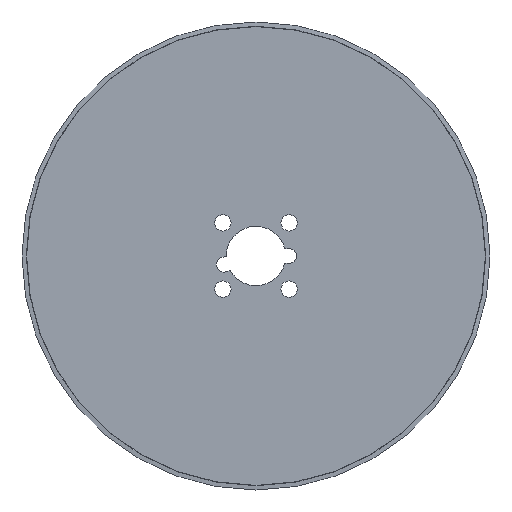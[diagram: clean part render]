
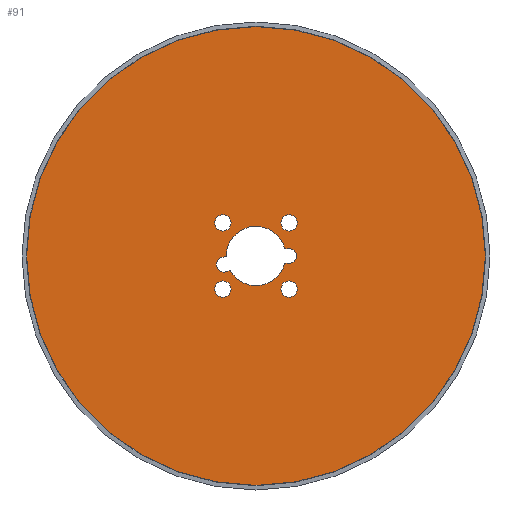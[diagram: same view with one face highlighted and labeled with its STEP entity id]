
A CAD part, top view. The second image highlights one B-rep face of the part: STEP entity #91.
In plain terms, the highlighted planar face has unit normal (0, 0, 1).
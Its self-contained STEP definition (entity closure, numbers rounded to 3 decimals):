
#52=PLANE('',#419);
#61=LINE('',#600,#77);
#62=LINE('',#605,#78);
#63=LINE('',#609,#79);
#64=LINE('',#613,#80);
#77=VECTOR('',#488,1.);
#78=VECTOR('',#491,1.);
#79=VECTOR('',#494,1.);
#80=VECTOR('',#497,1.);
#91=ADVANCED_FACE('',(#129,#130,#131,#132,#133,#134),#52,.F.);
#129=FACE_BOUND('',#163,.T.);
#130=FACE_BOUND('',#164,.T.);
#131=FACE_BOUND('',#165,.T.);
#132=FACE_BOUND('',#166,.T.);
#133=FACE_BOUND('',#167,.T.);
#134=FACE_BOUND('',#168,.T.);
#163=EDGE_LOOP('',(#212));
#164=EDGE_LOOP('',(#213));
#165=EDGE_LOOP('',(#214));
#166=EDGE_LOOP('',(#215));
#167=EDGE_LOOP('',(#216));
#168=EDGE_LOOP('',(#217,#218,#219,#220,#221,#222,#223,#224));
#212=ORIENTED_EDGE('',*,*,#310,.F.);
#213=ORIENTED_EDGE('',*,*,#323,.T.);
#214=ORIENTED_EDGE('',*,*,#324,.T.);
#215=ORIENTED_EDGE('',*,*,#325,.T.);
#216=ORIENTED_EDGE('',*,*,#326,.T.);
#217=ORIENTED_EDGE('',*,*,#327,.F.);
#218=ORIENTED_EDGE('',*,*,#328,.T.);
#219=ORIENTED_EDGE('',*,*,#329,.F.);
#220=ORIENTED_EDGE('',*,*,#330,.T.);
#221=ORIENTED_EDGE('',*,*,#331,.T.);
#222=ORIENTED_EDGE('',*,*,#332,.T.);
#223=ORIENTED_EDGE('',*,*,#333,.F.);
#224=ORIENTED_EDGE('',*,*,#334,.T.);
#278=VERTEX_POINT('',#565);
#291=VERTEX_POINT('',#593);
#292=VERTEX_POINT('',#595);
#293=VERTEX_POINT('',#597);
#294=VERTEX_POINT('',#599);
#295=VERTEX_POINT('',#601);
#296=VERTEX_POINT('',#602);
#297=VERTEX_POINT('',#604);
#298=VERTEX_POINT('',#606);
#299=VERTEX_POINT('',#608);
#300=VERTEX_POINT('',#610);
#301=VERTEX_POINT('',#612);
#302=VERTEX_POINT('',#614);
#310=EDGE_CURVE('',#278,#278,#350,.T.);
#323=EDGE_CURVE('',#291,#291,#359,.T.);
#324=EDGE_CURVE('',#292,#292,#360,.T.);
#325=EDGE_CURVE('',#293,#293,#361,.T.);
#326=EDGE_CURVE('',#294,#294,#362,.T.);
#327=EDGE_CURVE('',#295,#296,#61,.T.);
#328=EDGE_CURVE('',#295,#297,#363,.T.);
#329=EDGE_CURVE('',#298,#297,#62,.T.);
#330=EDGE_CURVE('',#298,#299,#364,.T.);
#331=EDGE_CURVE('',#299,#300,#63,.T.);
#332=EDGE_CURVE('',#300,#301,#365,.T.);
#333=EDGE_CURVE('',#302,#301,#64,.T.);
#334=EDGE_CURVE('',#302,#296,#366,.T.);
#350=CIRCLE('',#400,156.9);
#359=CIRCLE('',#411,5.5);
#360=CIRCLE('',#412,5.5);
#361=CIRCLE('',#413,5.5);
#362=CIRCLE('',#414,5.5);
#363=CIRCLE('',#415,5.);
#364=CIRCLE('',#416,20.004);
#365=CIRCLE('',#417,5.);
#366=CIRCLE('',#418,20.004);
#400=AXIS2_PLACEMENT_3D('',#564,#454,#455);
#411=AXIS2_PLACEMENT_3D('',#592,#480,#481);
#412=AXIS2_PLACEMENT_3D('',#594,#482,#483);
#413=AXIS2_PLACEMENT_3D('',#596,#484,#485);
#414=AXIS2_PLACEMENT_3D('',#598,#486,#487);
#415=AXIS2_PLACEMENT_3D('',#603,#489,#490);
#416=AXIS2_PLACEMENT_3D('',#607,#492,#493);
#417=AXIS2_PLACEMENT_3D('',#611,#495,#496);
#418=AXIS2_PLACEMENT_3D('',#615,#498,#499);
#419=AXIS2_PLACEMENT_3D('',#616,#500,#501);
#454=DIRECTION('',(0.,0.,-1.));
#455=DIRECTION('',(-1.,0.,0.));
#480=DIRECTION('',(0.,0.,-1.));
#481=DIRECTION('',(0.,-1.,0.));
#482=DIRECTION('',(0.,0.,-1.));
#483=DIRECTION('',(0.,-1.,0.));
#484=DIRECTION('',(0.,0.,-1.));
#485=DIRECTION('',(0.,-1.,0.));
#486=DIRECTION('',(0.,0.,-1.));
#487=DIRECTION('',(0.,-1.,0.));
#488=DIRECTION('',(-1.,0.,0.));
#489=DIRECTION('',(0.,0.,-1.));
#490=DIRECTION('',(0.,-1.,0.));
#491=DIRECTION('',(1.,0.,0.));
#492=DIRECTION('',(0.,0.,-1.));
#493=DIRECTION('',(0.,-1.,0.));
#494=DIRECTION('',(-0.966,-0.259,0.));
#495=DIRECTION('',(0.,0.,-1.));
#496=DIRECTION('',(0.,-1.,0.));
#497=DIRECTION('',(-0.966,-0.259,0.));
#498=DIRECTION('',(0.,0.,-1.));
#499=DIRECTION('',(0.,-1.,0.));
#500=DIRECTION('',(0.,0.,-1.));
#501=DIRECTION('',(0.,-1.,0.));
#564=CARTESIAN_POINT('',(0.,0.,0.));
#565=CARTESIAN_POINT('',(-156.9,0.,0.));
#592=CARTESIAN_POINT('',(22.274,22.274,0.));
#593=CARTESIAN_POINT('',(22.274,16.774,0.));
#594=CARTESIAN_POINT('',(-22.274,22.274,0.));
#595=CARTESIAN_POINT('',(-22.274,16.774,0.));
#596=CARTESIAN_POINT('',(-22.274,-22.274,0.));
#597=CARTESIAN_POINT('',(-22.274,-27.774,0.));
#598=CARTESIAN_POINT('',(22.274,-22.274,0.));
#599=CARTESIAN_POINT('',(22.274,-27.774,0.));
#600=CARTESIAN_POINT('',(0.,5.,0.));
#601=CARTESIAN_POINT('',(22.396,5.,0.));
#602=CARTESIAN_POINT('',(19.369,5.,0.));
#603=CARTESIAN_POINT('',(22.396,0.,0.));
#604=CARTESIAN_POINT('',(22.396,-5.,0.));
#605=CARTESIAN_POINT('',(0.,-5.,0.));
#606=CARTESIAN_POINT('',(19.369,-5.,0.));
#607=CARTESIAN_POINT('',(0.,0.,0.));
#608=CARTESIAN_POINT('',(-17.415,-9.843,0.));
#609=CARTESIAN_POINT('',(1.294,-4.83,0.));
#610=CARTESIAN_POINT('',(-20.339,-10.626,0.));
#611=CARTESIAN_POINT('',(-21.633,-5.797,0.));
#612=CARTESIAN_POINT('',(-22.927,-0.967,0.));
#613=CARTESIAN_POINT('',(-1.294,4.83,0.));
#614=CARTESIAN_POINT('',(-20.003,-0.183,0.));
#615=CARTESIAN_POINT('',(0.,0.,0.));
#616=CARTESIAN_POINT('',(0.,0.,0.));
